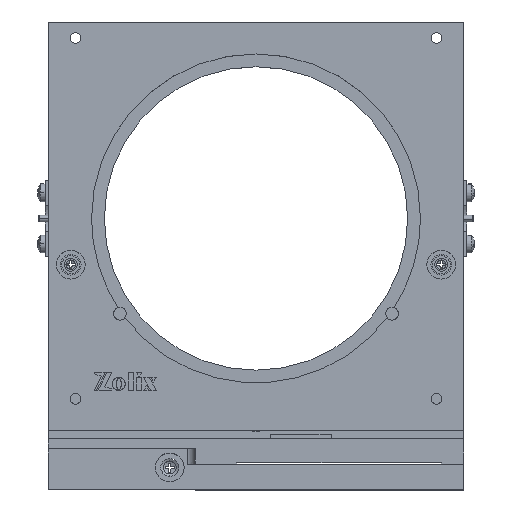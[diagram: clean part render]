
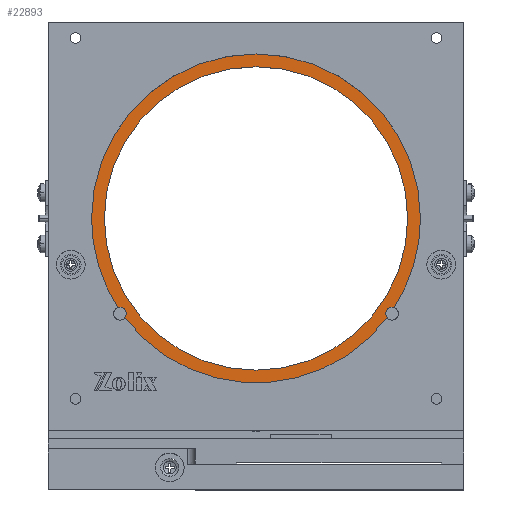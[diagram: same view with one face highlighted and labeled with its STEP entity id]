
A CAD part, top view. The second image highlights one B-rep face of the part: STEP entity #22893.
In plain terms, the highlighted planar face has unit normal (0, 0, 1).
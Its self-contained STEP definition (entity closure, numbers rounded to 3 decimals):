
#531 = AXIS2_PLACEMENT_3D ( 'NONE', #10582, #4028, #18826 ) ;
#971 = CARTESIAN_POINT ( 'NONE',  ( 51.5, 0., -3.5 ) ) ;
#1188 = CARTESIAN_POINT ( 'NONE',  ( 0., 0., -3.5 ) ) ;
#1195 = CIRCLE ( 'NONE', #5604, 51.5 ) ;
#1256 = CARTESIAN_POINT ( 'NONE',  ( 0., 0., -3.5 ) ) ;
#1284 = CARTESIAN_POINT ( 'NONE',  ( 0., 0., -3.5 ) ) ;
#1400 = VERTEX_POINT ( 'NONE', #2310 ) ;
#1823 = AXIS2_PLACEMENT_3D ( 'NONE', #6150, #3880, #12232 ) ;
#1895 = EDGE_LOOP ( 'NONE', ( #10667, #21473 ) ) ;
#1990 = DIRECTION ( 'NONE',  ( 1., 0., 0. ) ) ;
#2310 = CARTESIAN_POINT ( 'NONE',  ( -41.052, -31.097, -3.5 ) ) ;
#2707 = AXIS2_PLACEMENT_3D ( 'NONE', #12434, #6255, #1990 ) ;
#3386 = DIRECTION ( 'NONE',  ( 1., 0., 0. ) ) ;
#3880 = DIRECTION ( 'NONE',  ( 0., 0., 1. ) ) ;
#4028 = DIRECTION ( 'NONE',  ( 0., 0., 1. ) ) ;
#4055 = CARTESIAN_POINT ( 'NONE',  ( 47.5, 0., -3.5 ) ) ;
#4148 = VERTEX_POINT ( 'NONE', #971 ) ;
#4300 = EDGE_CURVE ( 'NONE', #4148, #8111, #5717, .T. ) ;
#5117 = EDGE_CURVE ( 'NONE', #26372, #27129, #17733, .T. ) ;
#5169 = ORIENTED_EDGE ( 'NONE', *, *, #6447, .T. ) ;
#5423 = CARTESIAN_POINT ( 'NONE',  ( 43.262, -27.94, -3.5 ) ) ;
#5499 = EDGE_CURVE ( 'NONE', #8111, #17029, #15110, .T. ) ;
#5604 = AXIS2_PLACEMENT_3D ( 'NONE', #1284, #11903, #5660 ) ;
#5660 = DIRECTION ( 'NONE',  ( 1., 0., 0. ) ) ;
#5717 = CIRCLE ( 'NONE', #1823, 51.5 ) ;
#6131 = EDGE_CURVE ( 'NONE', #27129, #26372, #22673, .T. ) ;
#6150 = CARTESIAN_POINT ( 'NONE',  ( 0., 0., -3.5 ) ) ;
#6255 = DIRECTION ( 'NONE',  ( 0., 0., 1. ) ) ;
#6447 = EDGE_CURVE ( 'NONE', #1400, #9455, #11456, .T. ) ;
#6506 = CARTESIAN_POINT ( 'NONE',  ( -43.262, -27.94, -3.5 ) ) ;
#6870 = DIRECTION ( 'NONE',  ( 0., 0., 1. ) ) ;
#6951 = AXIS2_PLACEMENT_3D ( 'NONE', #1188, #18553, #20721 ) ;
#7123 = AXIS2_PLACEMENT_3D ( 'NONE', #22060, #9274, #17516 ) ;
#8111 = VERTEX_POINT ( 'NONE', #22081 ) ;
#9274 = DIRECTION ( 'NONE',  ( 0., 0., 1. ) ) ;
#9455 = VERTEX_POINT ( 'NONE', #11005 ) ;
#9457 = DIRECTION ( 'NONE',  ( 1., 0., 0. ) ) ;
#10582 = CARTESIAN_POINT ( 'NONE',  ( 42.596, -29.826, -3.5 ) ) ;
#10667 = ORIENTED_EDGE ( 'NONE', *, *, #5117, .F. ) ;
#11005 = CARTESIAN_POINT ( 'NONE',  ( 41.052, -31.097, -3.5 ) ) ;
#11456 = CIRCLE ( 'NONE', #25778, 51.5 ) ;
#11903 = DIRECTION ( 'NONE',  ( 0., 0., 1. ) ) ;
#12232 = DIRECTION ( 'NONE',  ( 1., 0., 0. ) ) ;
#12434 = CARTESIAN_POINT ( 'NONE',  ( -42.596, -29.826, -3.5 ) ) ;
#12749 = EDGE_CURVE ( 'NONE', #1400, #17029, #14350, .T. ) ;
#12851 = ORIENTED_EDGE ( 'NONE', *, *, #26837, .F. ) ;
#13033 = AXIS2_PLACEMENT_3D ( 'NONE', #20717, #16071, #3386 ) ;
#13623 = FACE_OUTER_BOUND ( 'NONE', #23871, .T. ) ;
#13651 = ORIENTED_EDGE ( 'NONE', *, *, #27394, .T. ) ;
#13760 = DIRECTION ( 'NONE',  ( 0., 0., 1. ) ) ;
#14350 = CIRCLE ( 'NONE', #2707, 2. ) ;
#15110 = CIRCLE ( 'NONE', #7123, 51.5 ) ;
#15341 = ORIENTED_EDGE ( 'NONE', *, *, #5499, .T. ) ;
#16071 = DIRECTION ( 'NONE',  ( 0., 0., 1. ) ) ;
#16253 = FACE_BOUND ( 'NONE', #1895, .T. ) ;
#16718 = VERTEX_POINT ( 'NONE', #5423 ) ;
#17029 = VERTEX_POINT ( 'NONE', #6506 ) ;
#17516 = DIRECTION ( 'NONE',  ( 1., 0., 0. ) ) ;
#17733 = CIRCLE ( 'NONE', #6951, 47.5 ) ;
#18099 = CIRCLE ( 'NONE', #531, 2. ) ;
#18553 = DIRECTION ( 'NONE',  ( 0., 0., 1. ) ) ;
#18826 = DIRECTION ( 'NONE',  ( 1., 0., 0. ) ) ;
#19612 = PLANE ( 'NONE',  #19936 ) ;
#19936 = AXIS2_PLACEMENT_3D ( 'NONE', #25770, #6870, #23901 ) ;
#20717 = CARTESIAN_POINT ( 'NONE',  ( 0., 0., -3.5 ) ) ;
#20721 = DIRECTION ( 'NONE',  ( 1., 0., 0. ) ) ;
#21473 = ORIENTED_EDGE ( 'NONE', *, *, #6131, .F. ) ;
#21488 = ORIENTED_EDGE ( 'NONE', *, *, #4300, .T. ) ;
#22060 = CARTESIAN_POINT ( 'NONE',  ( 0., 0., -3.5 ) ) ;
#22081 = CARTESIAN_POINT ( 'NONE',  ( -51.5, 0., -3.5 ) ) ;
#22673 = CIRCLE ( 'NONE', #13033, 47.5 ) ;
#22893 = ADVANCED_FACE ( 'NONE', ( #13623, #16253 ), #19612, .T. ) ;
#22913 = CARTESIAN_POINT ( 'NONE',  ( -47.5, 0., -3.5 ) ) ;
#23871 = EDGE_LOOP ( 'NONE', ( #12851, #13651, #21488, #15341, #26389, #5169 ) ) ;
#23901 = DIRECTION ( 'NONE',  ( 1., 0., 0. ) ) ;
#25770 = CARTESIAN_POINT ( 'NONE',  ( 0., 0., -3.5 ) ) ;
#25778 = AXIS2_PLACEMENT_3D ( 'NONE', #1256, #13760, #9457 ) ;
#26372 = VERTEX_POINT ( 'NONE', #22913 ) ;
#26389 = ORIENTED_EDGE ( 'NONE', *, *, #12749, .F. ) ;
#26837 = EDGE_CURVE ( 'NONE', #16718, #9455, #18099, .T. ) ;
#27129 = VERTEX_POINT ( 'NONE', #4055 ) ;
#27394 = EDGE_CURVE ( 'NONE', #16718, #4148, #1195, .T. ) ;
